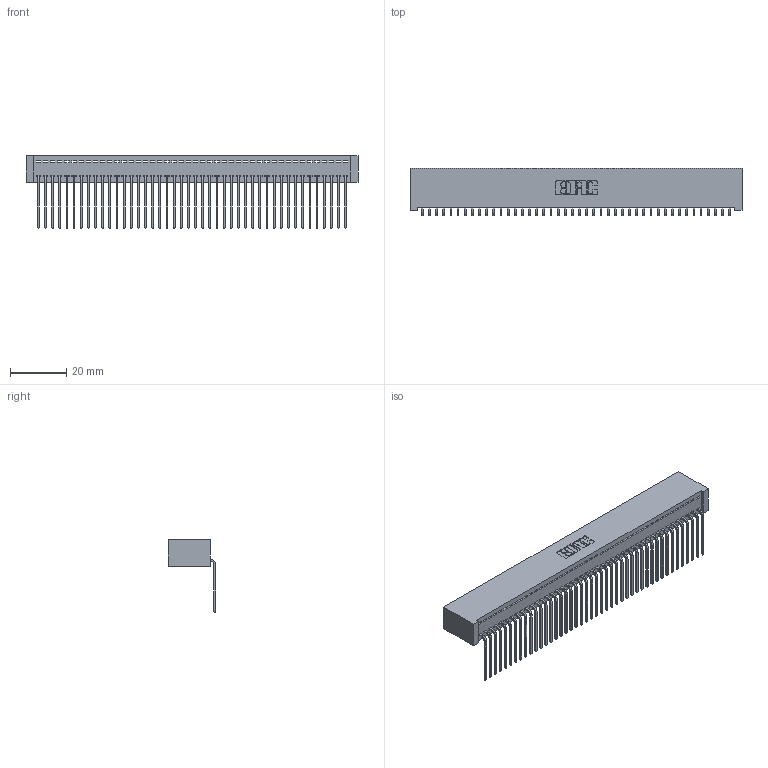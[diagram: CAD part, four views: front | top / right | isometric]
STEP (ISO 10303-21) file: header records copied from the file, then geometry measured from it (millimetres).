
FILE_DESCRIPTION (( 'STEP AP203' ), '1' );
FILE_NAME ('342-044-559-101.STEP', '2018-08-12T15:02:12', ( '' ), ( '' ), 'SwSTEP 2.0', 'SolidWorks 2016', '' );
FILE_SCHEMA (( 'CONFIG_CONTROL_DESIGN' ));
Length unit declared in the file: inch
Products named in the file (3): 342-044-559-101; 342 Part_Lugless; 345-292-001_558 559 Tail - 1
Assembly tree (45 placements, depth 2):
  342-044-559-101
    342 Part_Lugless
    345-292-001_558 559 Tail - 1  x44
Bounding box: 118.01 x 16.83 x 25.78 mm (x, y, z)
Volume: 10909.9 mm3; surface area: 17213.9 mm2
Topology: 45 solids, 45 shells, 2742 faces, 8283 edges, 5462 vertices
Faces by surface type: plane 1998, cylinder 744
Entity records: 26315 total; most frequent: CARTESIAN_POINT 4546, ORIENTED_EDGE 4526, DIRECTION 3823, EDGE_CURVE 2263, LINE 2143, VECTOR 2143, VERTEX_POINT 1506, AXIS2_PLACEMENT_3D 840
